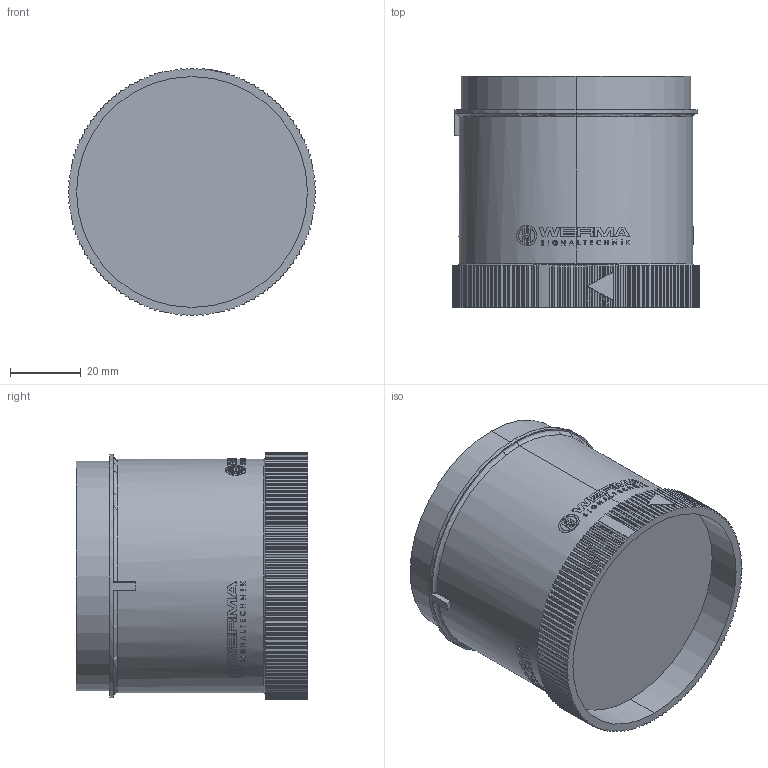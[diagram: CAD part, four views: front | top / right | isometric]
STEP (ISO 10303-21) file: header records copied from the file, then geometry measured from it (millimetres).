
FILE_DESCRIPTION (( 'STEP AP214' ), '1' );
FILE_NAME ('64445055.STEP', '2018-02-26T16:44:33', ( '' ), ( '' ), 'SwSTEP 2.0', 'SolidWorks 2017', '' );
FILE_SCHEMA (( 'AUTOMOTIVE_DESIGN' ));
Length unit declared in the file: inch
Products named in the file (1): 64445055
Bounding box: 70.15 x 65.5 x 70.15 mm (x, y, z)
Volume: 196982.5 mm3; surface area: 24186.4 mm2
Topology: 1 solids, 1 shells, 1400 faces, 3955 edges, 2631 vertices
Faces by surface type: plane 832, cylinder 563, torus 5
Entity records: 48678 total; most frequent: CARTESIAN_POINT 12626, ORIENTED_EDGE 7910, DIRECTION 7259, EDGE_CURVE 3955, VERTEX_POINT 2631, AXIS2_PLACEMENT_3D 2487, VECTOR 2285, LINE 2285
